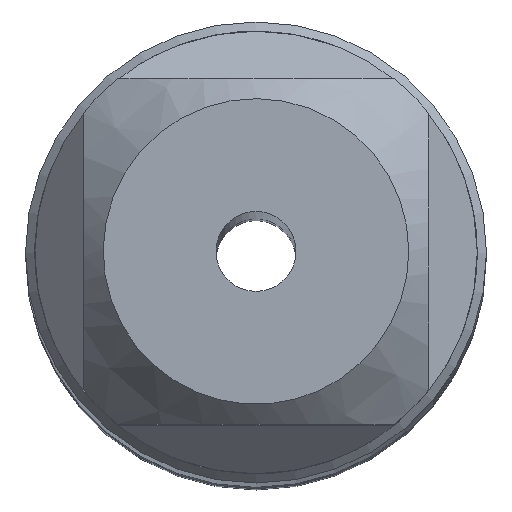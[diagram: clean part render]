
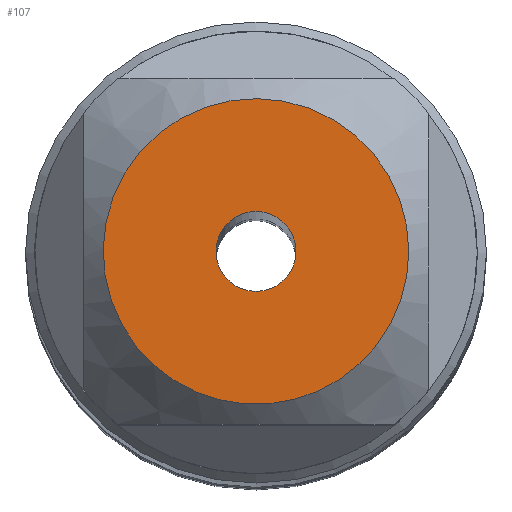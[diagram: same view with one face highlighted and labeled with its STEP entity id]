
A CAD part, top view. The second image highlights one B-rep face of the part: STEP entity #107.
In plain terms, the highlighted planar face has unit normal (0, 0, 1).
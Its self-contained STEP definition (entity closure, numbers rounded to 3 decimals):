
#50=PLANE('',#465);
#107=ADVANCED_FACE('',(#150,#151),#50,.F.);
#150=FACE_BOUND('',#186,.T.);
#151=FACE_BOUND('',#187,.T.);
#186=EDGE_LOOP('',(#252));
#187=EDGE_LOOP('',(#253));
#252=ORIENTED_EDGE('',*,*,#325,.T.);
#253=ORIENTED_EDGE('',*,*,#349,.T.);
#292=VERTEX_POINT('',#632);
#316=VERTEX_POINT('',#685);
#325=EDGE_CURVE('',#292,#292,#366,.T.);
#349=EDGE_CURVE('',#316,#316,#378,.T.);
#366=CIRCLE('',#435,0.7);
#378=CIRCLE('',#456,2.677);
#435=AXIS2_PLACEMENT_3D('',#631,#494,#495);
#456=AXIS2_PLACEMENT_3D('',#684,#544,#545);
#465=AXIS2_PLACEMENT_3D('',#721,#562,#563);
#494=DIRECTION('',(0.,0.,-1.));
#495=DIRECTION('',(-1.,0.,0.));
#544=DIRECTION('',(0.,0.,1.));
#545=DIRECTION('',(1.,0.,0.));
#562=DIRECTION('',(0.,0.,-1.));
#563=DIRECTION('',(-1.,0.,0.));
#631=CARTESIAN_POINT('',(0.,0.,0.));
#632=CARTESIAN_POINT('',(-0.7,0.,0.));
#684=CARTESIAN_POINT('',(0.,0.,0.));
#685=CARTESIAN_POINT('',(2.677,0.,0.));
#721=CARTESIAN_POINT('',(4.239,0.,0.));
